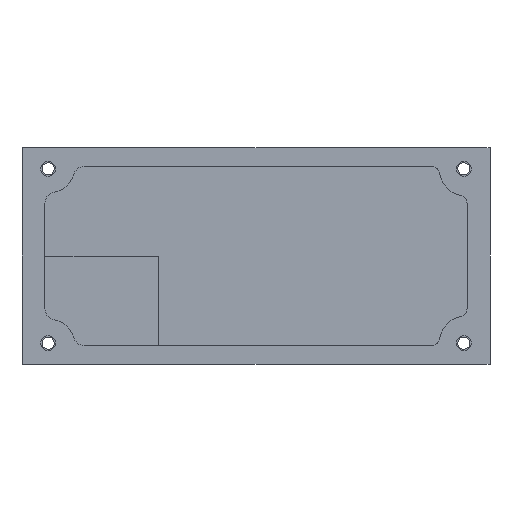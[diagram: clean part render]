
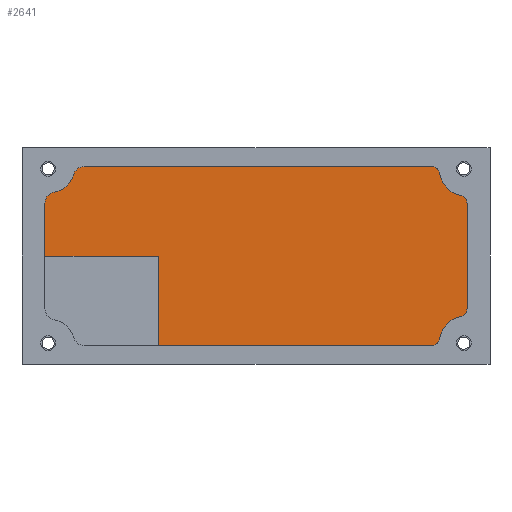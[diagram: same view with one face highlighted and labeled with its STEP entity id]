
A CAD part, front view. The second image highlights one B-rep face of the part: STEP entity #2641.
In plain terms, the highlighted planar face has unit normal (0, -1, 0).
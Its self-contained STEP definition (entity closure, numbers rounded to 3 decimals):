
#90=CIRCLE('',#2826,1.88);
#91=CIRCLE('',#2827,6.25);
#92=CIRCLE('',#2828,1.88);
#93=CIRCLE('',#2829,1.88);
#94=CIRCLE('',#2830,6.25);
#95=CIRCLE('',#2831,1.88);
#96=CIRCLE('',#2832,2.49);
#97=CIRCLE('',#2833,5.45);
#98=CIRCLE('',#2834,2.49);
#220=ORIENTED_EDGE('',*,*,#948,.F.);
#221=ORIENTED_EDGE('',*,*,#949,.F.);
#222=ORIENTED_EDGE('',*,*,#950,.F.);
#223=ORIENTED_EDGE('',*,*,#951,.F.);
#224=ORIENTED_EDGE('',*,*,#952,.T.);
#225=ORIENTED_EDGE('',*,*,#953,.F.);
#226=ORIENTED_EDGE('',*,*,#954,.F.);
#227=ORIENTED_EDGE('',*,*,#955,.F.);
#228=ORIENTED_EDGE('',*,*,#956,.T.);
#229=ORIENTED_EDGE('',*,*,#957,.F.);
#230=ORIENTED_EDGE('',*,*,#958,.F.);
#231=ORIENTED_EDGE('',*,*,#959,.F.);
#232=ORIENTED_EDGE('',*,*,#960,.T.);
#233=ORIENTED_EDGE('',*,*,#961,.F.);
#234=ORIENTED_EDGE('',*,*,#962,.F.);
#948=EDGE_CURVE('',#1312,#1313,#1576,.T.);
#949=EDGE_CURVE('',#1314,#1312,#1577,.T.);
#950=EDGE_CURVE('',#1315,#1314,#1578,.T.);
#951=EDGE_CURVE('',#1316,#1315,#90,.T.);
#952=EDGE_CURVE('',#1316,#1317,#91,.T.);
#953=EDGE_CURVE('',#1318,#1317,#92,.T.);
#954=EDGE_CURVE('',#1319,#1318,#1579,.T.);
#955=EDGE_CURVE('',#1320,#1319,#93,.T.);
#956=EDGE_CURVE('',#1320,#1321,#94,.T.);
#957=EDGE_CURVE('',#1322,#1321,#95,.T.);
#958=EDGE_CURVE('',#1323,#1322,#1580,.T.);
#959=EDGE_CURVE('',#1324,#1323,#96,.T.);
#960=EDGE_CURVE('',#1324,#1325,#97,.T.);
#961=EDGE_CURVE('',#1326,#1325,#98,.T.);
#962=EDGE_CURVE('',#1313,#1326,#1581,.T.);
#1312=VERTEX_POINT('',#3967);
#1313=VERTEX_POINT('',#3968);
#1314=VERTEX_POINT('',#3970);
#1315=VERTEX_POINT('',#3972);
#1316=VERTEX_POINT('',#3974);
#1317=VERTEX_POINT('',#3976);
#1318=VERTEX_POINT('',#3978);
#1319=VERTEX_POINT('',#3980);
#1320=VERTEX_POINT('',#3982);
#1321=VERTEX_POINT('',#3984);
#1322=VERTEX_POINT('',#3986);
#1323=VERTEX_POINT('',#3988);
#1324=VERTEX_POINT('',#3990);
#1325=VERTEX_POINT('',#3992);
#1326=VERTEX_POINT('',#3994);
#1576=LINE('',#3966,#1810);
#1577=LINE('',#3969,#1811);
#1578=LINE('',#3971,#1812);
#1579=LINE('',#3979,#1813);
#1580=LINE('',#3987,#1814);
#1581=LINE('',#3995,#1815);
#1810=VECTOR('',#3130,1000.);
#1811=VECTOR('',#3131,1000.);
#1812=VECTOR('',#3132,1000.);
#1813=VECTOR('',#3139,1000.);
#1814=VECTOR('',#3146,1000.);
#1815=VECTOR('',#3153,1000.);
#2044=EDGE_LOOP('',(#220,#221,#222,#223,#224,#225,#226,#227,#228,#229,#230,
#231,#232,#233,#234));
#2292=FACE_BOUND('',#2044,.T.);
#2540=PLANE('',#2825);
#2641=ADVANCED_FACE('',(#2292),#2540,.F.);
#2825=AXIS2_PLACEMENT_3D('',#3965,#3128,#3129);
#2826=AXIS2_PLACEMENT_3D('',#3973,#3133,#3134);
#2827=AXIS2_PLACEMENT_3D('',#3975,#3135,#3136);
#2828=AXIS2_PLACEMENT_3D('',#3977,#3137,#3138);
#2829=AXIS2_PLACEMENT_3D('',#3981,#3140,#3141);
#2830=AXIS2_PLACEMENT_3D('',#3983,#3142,#3143);
#2831=AXIS2_PLACEMENT_3D('',#3985,#3144,#3145);
#2832=AXIS2_PLACEMENT_3D('',#3989,#3147,#3148);
#2833=AXIS2_PLACEMENT_3D('',#3991,#3149,#3150);
#2834=AXIS2_PLACEMENT_3D('',#3993,#3151,#3152);
#3128=DIRECTION('',(0.,1.,0.));
#3129=DIRECTION('',(0.,0.,1.));
#3130=DIRECTION('',(-1.,0.,0.));
#3131=DIRECTION('',(0.,0.,1.));
#3132=DIRECTION('',(-1.,0.,0.));
#3133=DIRECTION('',(0.,1.,0.));
#3134=DIRECTION('',(1.,0.,0.));
#3135=DIRECTION('',(0.,1.,0.));
#3136=DIRECTION('',(1.,0.,0.));
#3137=DIRECTION('',(0.,1.,0.));
#3138=DIRECTION('',(1.,0.,0.));
#3139=DIRECTION('',(0.,0.,-1.));
#3140=DIRECTION('',(0.,1.,0.));
#3141=DIRECTION('',(1.,0.,0.));
#3142=DIRECTION('',(0.,1.,0.));
#3143=DIRECTION('',(1.,0.,0.));
#3144=DIRECTION('',(0.,1.,0.));
#3145=DIRECTION('',(1.,0.,0.));
#3146=DIRECTION('',(1.,0.,0.));
#3147=DIRECTION('',(0.,1.,0.));
#3148=DIRECTION('',(1.,0.,0.));
#3149=DIRECTION('',(0.,1.,0.));
#3150=DIRECTION('',(1.,0.,0.));
#3151=DIRECTION('',(0.,1.,0.));
#3152=DIRECTION('',(1.,0.,0.));
#3153=DIRECTION('',(0.,0.,1.));
#3965=CARTESIAN_POINT('',(-45.91,10.,-12.151));
#3966=CARTESIAN_POINT('',(-45.91,10.,0.));
#3967=CARTESIAN_POINT('',(-22.4,10.,0.));
#3968=CARTESIAN_POINT('',(-48.4,10.,0.));
#3969=CARTESIAN_POINT('',(-22.4,10.,-12.151));
#3970=CARTESIAN_POINT('',(-22.4,10.,-20.5));
#3971=CARTESIAN_POINT('',(40.208,10.,-20.5));
#3972=CARTESIAN_POINT('',(40.208,10.,-20.5));
#3973=CARTESIAN_POINT('',(40.208,10.,-18.62));
#3974=CARTESIAN_POINT('',(42.061,10.,-18.939));
#3975=CARTESIAN_POINT('',(48.22,10.,-20.));
#3976=CARTESIAN_POINT('',(46.913,10.,-13.888));
#3977=CARTESIAN_POINT('',(46.52,10.,-12.05));
#3978=CARTESIAN_POINT('',(48.4,10.,-12.05));
#3979=CARTESIAN_POINT('',(48.4,10.,12.05));
#3980=CARTESIAN_POINT('',(48.4,10.,12.05));
#3981=CARTESIAN_POINT('',(46.52,10.,12.05));
#3982=CARTESIAN_POINT('',(46.913,10.,13.888));
#3983=CARTESIAN_POINT('',(48.22,10.,20.));
#3984=CARTESIAN_POINT('',(42.061,10.,18.939));
#3985=CARTESIAN_POINT('',(40.208,10.,18.62));
#3986=CARTESIAN_POINT('',(40.208,10.,20.5));
#3987=CARTESIAN_POINT('',(-39.423,10.,20.5));
#3988=CARTESIAN_POINT('',(-39.423,10.,20.5));
#3989=CARTESIAN_POINT('',(-39.423,10.,18.01));
#3990=CARTESIAN_POINT('',(-41.834,10.,18.634));
#3991=CARTESIAN_POINT('',(-47.11,10.,20.));
#3992=CARTESIAN_POINT('',(-46.286,10.,14.613));
#3993=CARTESIAN_POINT('',(-45.91,10.,12.151));
#3994=CARTESIAN_POINT('',(-48.4,10.,12.151));
#3995=CARTESIAN_POINT('',(-48.4,10.,-12.151));
